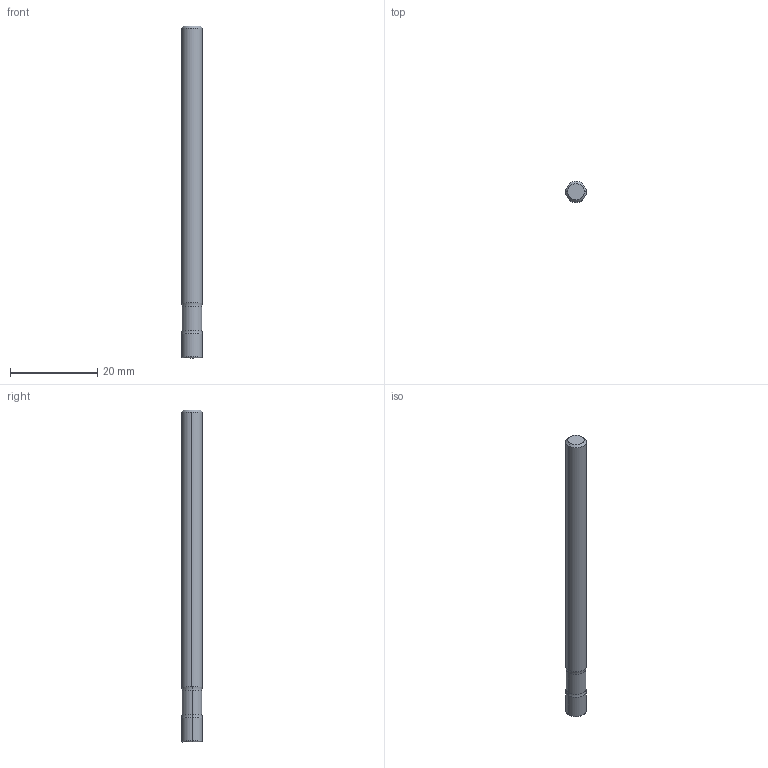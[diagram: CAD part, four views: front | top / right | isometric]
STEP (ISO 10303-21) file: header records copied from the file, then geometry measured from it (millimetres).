
FILE_DESCRIPTION (( 'STEP AP203' ), '1' );
FILE_NAME ('32752.STEP', '2023-03-11T07:00:07', ( '' ), ( '' ), 'SwSTEP 2.0', 'SolidWorks 2022', '' );
FILE_SCHEMA (( 'CONFIG_CONTROL_DESIGN' ));
Length unit declared in the file: inch
Products named in the file (1): 32752
Bounding box: 4.76 x 4.76 x 76.2 mm (x, y, z)
Volume: 1463.9 mm3; surface area: 1375.5 mm2
Topology: 4 solids, 4 shells, 30 faces, 54 edges, 31 vertices
Faces by surface type: torus 10, cylinder 8, plane 8, cone 4
Entity records: 801 total; most frequent: DIRECTION 154, CARTESIAN_POINT 114, ORIENTED_EDGE 104, AXIS2_PLACEMENT_3D 71, EDGE_CURVE 52, CIRCLE 40, VERTEX_POINT 31, EDGE_LOOP 31
